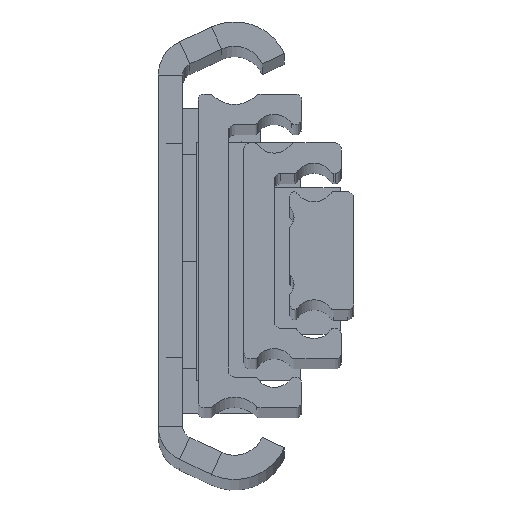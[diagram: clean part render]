
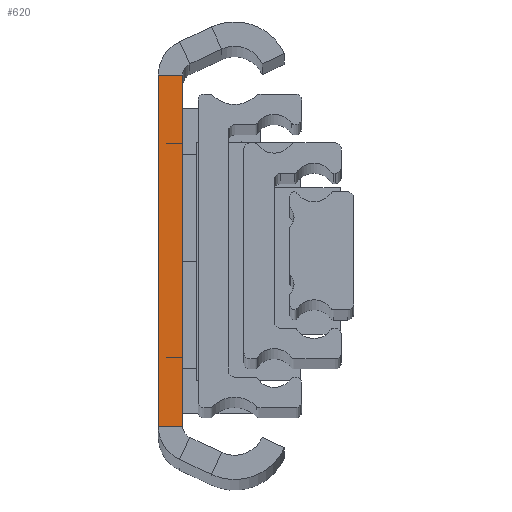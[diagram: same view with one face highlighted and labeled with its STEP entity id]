
A CAD part, top view. The second image highlights one B-rep face of the part: STEP entity #620.
In plain terms, the highlighted planar face has unit normal (0, 0, 1).
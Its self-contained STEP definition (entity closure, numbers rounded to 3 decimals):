
#364 = EDGE_CURVE ( 'NONE', #6849, #564, #1215, .T. ) ;
#423 = ORIENTED_EDGE ( 'NONE', *, *, #1791, .T. ) ;
#547 = DIRECTION ( 'NONE',  ( 0., -1., 0. ) ) ;
#564 = VERTEX_POINT ( 'NONE', #3602 ) ;
#620 = ADVANCED_FACE ( 'NONE', ( #3627 ), #3528, .F. ) ;
#667 = CARTESIAN_POINT ( 'NONE',  ( 4., -28.779, 0. ) ) ;
#824 = CARTESIAN_POINT ( 'NONE',  ( 0., 28.779, 0. ) ) ;
#908 = DIRECTION ( 'NONE',  ( 0., 0., -1. ) ) ;
#1048 = EDGE_LOOP ( 'NONE', ( #5072, #6670, #4588, #423 ) ) ;
#1215 = LINE ( 'NONE', #1768, #1732 ) ;
#1732 = VECTOR ( 'NONE', #6693, 1000. ) ;
#1768 = CARTESIAN_POINT ( 'NONE',  ( 0., -28.779, 0. ) ) ;
#1791 = EDGE_CURVE ( 'NONE', #5283, #564, #3037, .T. ) ;
#2264 = EDGE_CURVE ( 'NONE', #3590, #6849, #6935, .T. ) ;
#2419 = AXIS2_PLACEMENT_3D ( 'NONE', #3566, #908, #3036 ) ;
#2498 = CARTESIAN_POINT ( 'NONE',  ( 0., 28.779, 0. ) ) ;
#2740 = VECTOR ( 'NONE', #4955, 1000. ) ;
#3036 = DIRECTION ( 'NONE',  ( 0., -1., 0. ) ) ;
#3037 = LINE ( 'NONE', #2498, #4793 ) ;
#3188 = CARTESIAN_POINT ( 'NONE',  ( 4., 28.779, 0. ) ) ;
#3499 = CARTESIAN_POINT ( 'NONE',  ( 0., 28.779, 0. ) ) ;
#3528 = PLANE ( 'NONE',  #2419 ) ;
#3566 = CARTESIAN_POINT ( 'NONE',  ( 0., 28.779, 0. ) ) ;
#3590 = VERTEX_POINT ( 'NONE', #3188 ) ;
#3602 = CARTESIAN_POINT ( 'NONE',  ( 0., -28.779, 0. ) ) ;
#3627 = FACE_OUTER_BOUND ( 'NONE', #1048, .T. ) ;
#3950 = LINE ( 'NONE', #3499, #2740 ) ;
#4588 = ORIENTED_EDGE ( 'NONE', *, *, #4676, .T. ) ;
#4676 = EDGE_CURVE ( 'NONE', #3590, #5283, #3950, .T. ) ;
#4793 = VECTOR ( 'NONE', #6300, 1000. ) ;
#4812 = CARTESIAN_POINT ( 'NONE',  ( 4., 28.779, 0. ) ) ;
#4955 = DIRECTION ( 'NONE',  ( -1., 0., 0. ) ) ;
#5072 = ORIENTED_EDGE ( 'NONE', *, *, #364, .F. ) ;
#5283 = VERTEX_POINT ( 'NONE', #824 ) ;
#6300 = DIRECTION ( 'NONE',  ( 0., -1., 0. ) ) ;
#6670 = ORIENTED_EDGE ( 'NONE', *, *, #2264, .F. ) ;
#6693 = DIRECTION ( 'NONE',  ( -1., 0., 0. ) ) ;
#6724 = VECTOR ( 'NONE', #547, 1000. ) ;
#6849 = VERTEX_POINT ( 'NONE', #667 ) ;
#6935 = LINE ( 'NONE', #4812, #6724 ) ;
